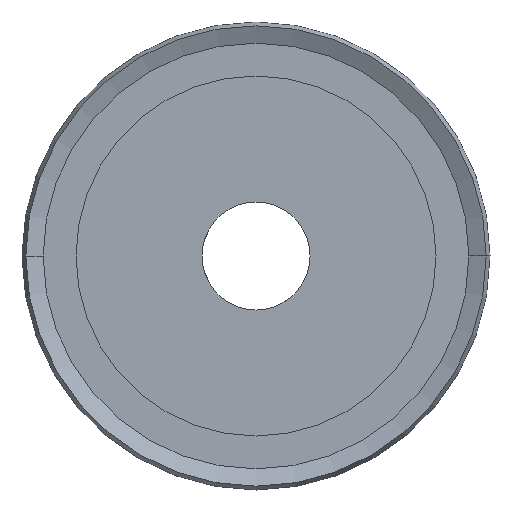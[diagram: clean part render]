
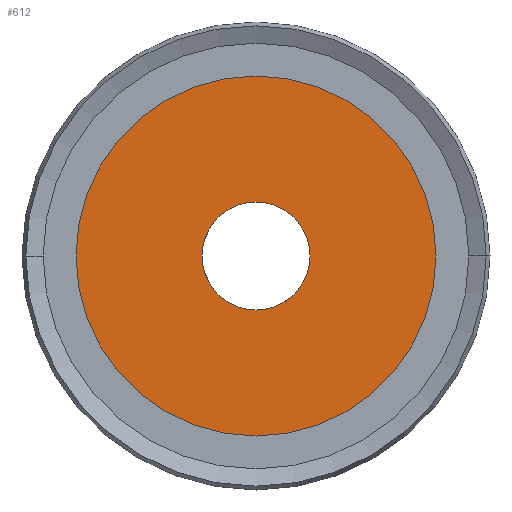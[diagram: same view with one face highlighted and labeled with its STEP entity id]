
A CAD part, left-side view. The second image highlights one B-rep face of the part: STEP entity #612.
In plain terms, the highlighted planar face has unit normal (-1, 0, 0).
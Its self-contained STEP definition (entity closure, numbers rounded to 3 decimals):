
#612 = ADVANCED_FACE( '', ( #1546, #1547 ), #1548, .T. );
#1546 = FACE_BOUND( '', #2527, .T. );
#1547 = FACE_OUTER_BOUND( '', #2528, .T. );
#1548 = PLANE( '', #2529 );
#2527 = EDGE_LOOP( '', ( #6561, #6562 ) );
#2528 = EDGE_LOOP( '', ( #6563, #6564 ) );
#2529 = AXIS2_PLACEMENT_3D( '', #6565, #6566, #6567 );
#6561 = ORIENTED_EDGE( '', *, *, #8181, .F. );
#6562 = ORIENTED_EDGE( '', *, *, #6919, .F. );
#6563 = ORIENTED_EDGE( '', *, *, #6887, .T. );
#6564 = ORIENTED_EDGE( '', *, *, #8194, .T. );
#6565 = CARTESIAN_POINT( '', ( 0., 13., 0. ) );
#6566 = DIRECTION( '', ( -1., 0., 0. ) );
#6567 = DIRECTION( '', ( 0., 1., 0. ) );
#6887 = EDGE_CURVE( '', #8288, #8292, #8294, .T. );
#6919 = EDGE_CURVE( '', #8350, #8352, #8353, .T. );
#8181 = EDGE_CURVE( '', #8352, #8350, #10456, .T. );
#8194 = EDGE_CURVE( '', #8292, #8288, #10469, .T. );
#8288 = VERTEX_POINT( '', #10617 );
#8292 = VERTEX_POINT( '', #10622 );
#8294 = CIRCLE( '', #10625, 20. );
#8350 = VERTEX_POINT( '', #10696 );
#8352 = VERTEX_POINT( '', #10699 );
#8353 = CIRCLE( '', #10700, 6. );
#10456 = CIRCLE( '', #13718, 6. );
#10469 = CIRCLE( '', #13731, 20. );
#10617 = CARTESIAN_POINT( '', ( 0., 20., 0. ) );
#10622 = CARTESIAN_POINT( '', ( 0., -20., 0. ) );
#10625 = AXIS2_PLACEMENT_3D( '', #13947, #13948, #13949 );
#10696 = CARTESIAN_POINT( '', ( 0., -6., 0. ) );
#10699 = CARTESIAN_POINT( '', ( 0., 6., 0. ) );
#10700 = AXIS2_PLACEMENT_3D( '', #14011, #14012, #14013 );
#13718 = AXIS2_PLACEMENT_3D( '', #16829, #16830, #16831 );
#13731 = AXIS2_PLACEMENT_3D( '', #16868, #16869, #16870 );
#13947 = CARTESIAN_POINT( '', ( 0., 0., 0. ) );
#13948 = DIRECTION( '', ( -1., 0., 0. ) );
#13949 = DIRECTION( '', ( 0., 1., 0. ) );
#14011 = CARTESIAN_POINT( '', ( 0., 0., 0. ) );
#14012 = DIRECTION( '', ( -1., 0., 0. ) );
#14013 = DIRECTION( '', ( 0., 1., 0. ) );
#16829 = CARTESIAN_POINT( '', ( 0., 0., 0. ) );
#16830 = DIRECTION( '', ( -1., 0., 0. ) );
#16831 = DIRECTION( '', ( 0., 1., 0. ) );
#16868 = CARTESIAN_POINT( '', ( 0., 0., 0. ) );
#16869 = DIRECTION( '', ( -1., 0., 0. ) );
#16870 = DIRECTION( '', ( 0., 1., 0. ) );
